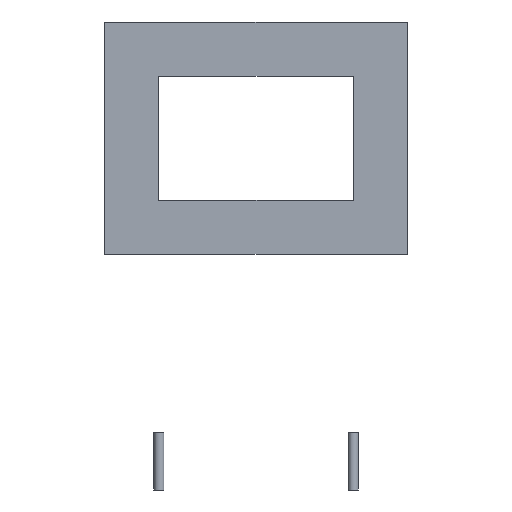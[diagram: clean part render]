
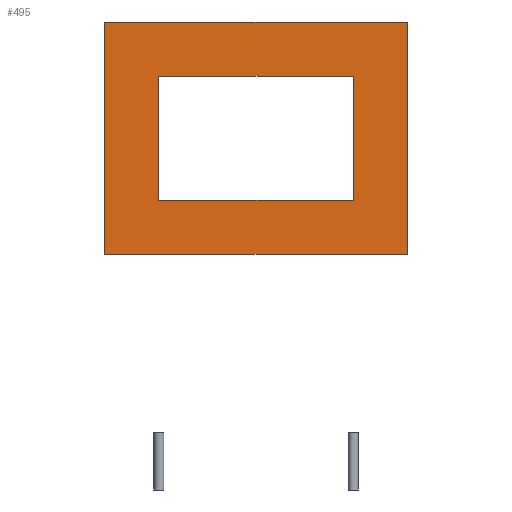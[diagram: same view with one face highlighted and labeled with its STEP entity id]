
A CAD part, front view. The second image highlights one B-rep face of the part: STEP entity #495.
In plain terms, the highlighted planar face has unit normal (0, -1, 0).
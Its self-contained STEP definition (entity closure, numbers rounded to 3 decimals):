
#236 = VERTEX_POINT('',#237);
#237 = CARTESIAN_POINT('',(-3.75,-7.125,12.375));
#243 = EDGE_CURVE('',#236,#244,#246,.T.);
#244 = VERTEX_POINT('',#245);
#245 = CARTESIAN_POINT('',(-3.75,-7.125,28.5));
#246 = LINE('',#247,#248);
#247 = CARTESIAN_POINT('',(-3.75,-7.125,12.375));
#248 = VECTOR('',#249,1.);
#249 = DIRECTION('',(0.,0.,1.));
#274 = EDGE_CURVE('',#236,#275,#277,.T.);
#275 = VERTEX_POINT('',#276);
#276 = CARTESIAN_POINT('',(17.25,-7.125,12.375));
#277 = LINE('',#278,#279);
#278 = CARTESIAN_POINT('',(-3.75,-7.125,12.375));
#279 = VECTOR('',#280,1.);
#280 = DIRECTION('',(1.,0.,0.));
#305 = EDGE_CURVE('',#244,#306,#308,.T.);
#306 = VERTEX_POINT('',#307);
#307 = CARTESIAN_POINT('',(17.25,-7.125,28.5));
#308 = LINE('',#309,#310);
#309 = CARTESIAN_POINT('',(-3.75,-7.125,28.5));
#310 = VECTOR('',#311,1.);
#311 = DIRECTION('',(1.,0.,0.));
#336 = EDGE_CURVE('',#275,#306,#337,.T.);
#337 = LINE('',#338,#339);
#338 = CARTESIAN_POINT('',(17.25,-7.125,12.375));
#339 = VECTOR('',#340,1.);
#340 = DIRECTION('',(0.,0.,1.));
#360 = VERTEX_POINT('',#361);
#361 = CARTESIAN_POINT('',(0.,-7.125,16.125));
#367 = EDGE_CURVE('',#360,#368,#370,.T.);
#368 = VERTEX_POINT('',#369);
#369 = CARTESIAN_POINT('',(13.5,-7.125,16.125));
#370 = LINE('',#371,#372);
#371 = CARTESIAN_POINT('',(0.,-7.125,16.125));
#372 = VECTOR('',#373,1.);
#373 = DIRECTION('',(1.,0.,0.));
#398 = EDGE_CURVE('',#368,#399,#401,.T.);
#399 = VERTEX_POINT('',#400);
#400 = CARTESIAN_POINT('',(13.5,-7.125,24.75));
#401 = LINE('',#402,#403);
#402 = CARTESIAN_POINT('',(13.5,-7.125,16.125));
#403 = VECTOR('',#404,1.);
#404 = DIRECTION('',(0.,0.,1.));
#431 = VERTEX_POINT('',#432);
#432 = CARTESIAN_POINT('',(0.,-7.125,24.75));
#438 = EDGE_CURVE('',#431,#399,#439,.T.);
#439 = LINE('',#440,#441);
#440 = CARTESIAN_POINT('',(0.,-7.125,24.75));
#441 = VECTOR('',#442,1.);
#442 = DIRECTION('',(1.,0.,0.));
#460 = EDGE_CURVE('',#360,#431,#461,.T.);
#461 = LINE('',#462,#463);
#462 = CARTESIAN_POINT('',(0.,-7.125,16.125));
#463 = VECTOR('',#464,1.);
#464 = DIRECTION('',(0.,0.,1.));
#495 = ADVANCED_FACE('',(#496,#502),#508,.T.);
#496 = FACE_BOUND('',#497,.T.);
#497 = EDGE_LOOP('',(#498,#499,#500,#501));
#498 = ORIENTED_EDGE('',*,*,#243,.F.);
#499 = ORIENTED_EDGE('',*,*,#274,.T.);
#500 = ORIENTED_EDGE('',*,*,#336,.T.);
#501 = ORIENTED_EDGE('',*,*,#305,.F.);
#502 = FACE_BOUND('',#503,.T.);
#503 = EDGE_LOOP('',(#504,#505,#506,#507));
#504 = ORIENTED_EDGE('',*,*,#367,.F.);
#505 = ORIENTED_EDGE('',*,*,#460,.T.);
#506 = ORIENTED_EDGE('',*,*,#438,.T.);
#507 = ORIENTED_EDGE('',*,*,#398,.F.);
#508 = PLANE('',#509);
#509 = AXIS2_PLACEMENT_3D('',#510,#511,#512);
#510 = CARTESIAN_POINT('',(-3.75,-7.125,12.375));
#511 = DIRECTION('',(0.,-1.,0.));
#512 = DIRECTION('',(1.,0.,0.));
